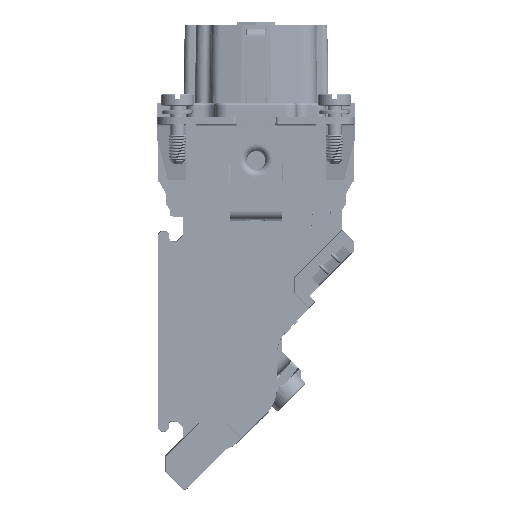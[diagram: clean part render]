
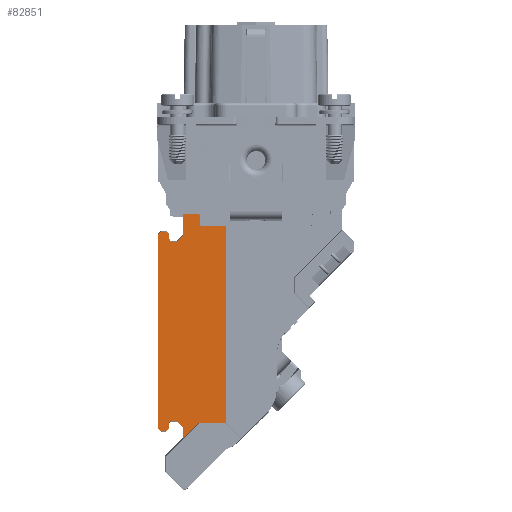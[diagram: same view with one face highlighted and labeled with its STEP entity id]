
A CAD part, front view. The second image highlights one B-rep face of the part: STEP entity #82851.
In plain terms, the highlighted planar face has unit normal (0, -1, 0).
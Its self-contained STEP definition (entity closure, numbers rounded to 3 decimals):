
#37575=PLANE('',#225116);
#45467=LINE('',#296888,#63593);
#45471=LINE('',#296896,#63597);
#45474=LINE('',#296906,#63600);
#45476=LINE('',#296910,#63602);
#45479=LINE('',#296918,#63605);
#45481=LINE('',#296922,#63607);
#45483=LINE('',#296926,#63609);
#45485=LINE('',#296930,#63611);
#45487=LINE('',#296934,#63613);
#45489=LINE('',#296938,#63615);
#45491=LINE('',#296942,#63617);
#45493=LINE('',#296946,#63619);
#45495=LINE('',#296950,#63621);
#45498=LINE('',#296958,#63624);
#45500=LINE('',#296962,#63626);
#45502=LINE('',#296966,#63628);
#45511=LINE('',#296986,#63637);
#45514=LINE('',#296993,#63640);
#45521=LINE('',#297006,#63647);
#45594=LINE('',#297198,#63720);
#45602=LINE('',#297232,#63728);
#63593=VECTOR('',#243106,1.);
#63597=VECTOR('',#243112,1.);
#63600=VECTOR('',#243117,1.);
#63602=VECTOR('',#243121,1.);
#63605=VECTOR('',#243130,1.);
#63607=VECTOR('',#243134,1.);
#63609=VECTOR('',#243138,1.);
#63611=VECTOR('',#243142,1.);
#63613=VECTOR('',#243146,1.);
#63615=VECTOR('',#243150,1.);
#63617=VECTOR('',#243154,1.);
#63619=VECTOR('',#243158,1.);
#63621=VECTOR('',#243162,1.);
#63624=VECTOR('',#243171,1.);
#63626=VECTOR('',#243175,1.);
#63628=VECTOR('',#243179,1.);
#63637=VECTOR('',#243198,1.);
#63640=VECTOR('',#243203,1.);
#63647=VECTOR('',#243214,1.);
#63720=VECTOR('',#243415,1.);
#63728=VECTOR('',#243431,1.);
#82851=ADVANCED_FACE('',(#93056),#37575,.T.);
#93056=FACE_OUTER_BOUND('',#102365,.T.);
#102365=EDGE_LOOP('',(#122034,#122035,#122036,#122037,#122038,#122039,#122040,
#122041,#122042,#122043,#122044,#122045,#122046,#122047,#122048,#122049,
#122050,#122051,#122052,#122053,#122054,#122055,#122056,#122057,#122058));
#111555=CIRCLE('',#225025,0.601);
#111556=CIRCLE('',#225036,0.601);
#122034=ORIENTED_EDGE('',*,*,#194210,.F.);
#122035=ORIENTED_EDGE('',*,*,#194214,.T.);
#122036=ORIENTED_EDGE('',*,*,#194218,.F.);
#122037=ORIENTED_EDGE('',*,*,#194220,.F.);
#122038=ORIENTED_EDGE('',*,*,#194222,.F.);
#122039=ORIENTED_EDGE('',*,*,#194224,.F.);
#122040=ORIENTED_EDGE('',*,*,#194226,.F.);
#122041=ORIENTED_EDGE('',*,*,#194228,.F.);
#122042=ORIENTED_EDGE('',*,*,#194230,.F.);
#122043=ORIENTED_EDGE('',*,*,#194232,.F.);
#122044=ORIENTED_EDGE('',*,*,#194234,.F.);
#122045=ORIENTED_EDGE('',*,*,#194236,.F.);
#122046=ORIENTED_EDGE('',*,*,#194238,.F.);
#122047=ORIENTED_EDGE('',*,*,#194240,.F.);
#122048=ORIENTED_EDGE('',*,*,#194242,.F.);
#122049=ORIENTED_EDGE('',*,*,#194244,.F.);
#122050=ORIENTED_EDGE('',*,*,#194246,.F.);
#122051=ORIENTED_EDGE('',*,*,#194248,.F.);
#122052=ORIENTED_EDGE('',*,*,#194258,.T.);
#122053=ORIENTED_EDGE('',*,*,#194268,.F.);
#122054=ORIENTED_EDGE('',*,*,#194261,.F.);
#122055=ORIENTED_EDGE('',*,*,#194361,.F.);
#122056=ORIENTED_EDGE('',*,*,#194358,.T.);
#122057=ORIENTED_EDGE('',*,*,#194373,.F.);
#122058=ORIENTED_EDGE('',*,*,#194374,.T.);
#174868=VERTEX_POINT('',#296887);
#174869=VERTEX_POINT('',#296889);
#174871=VERTEX_POINT('',#296895);
#174873=VERTEX_POINT('',#296905);
#174874=VERTEX_POINT('',#296909);
#174875=VERTEX_POINT('',#296913);
#174876=VERTEX_POINT('',#296917);
#174877=VERTEX_POINT('',#296921);
#174878=VERTEX_POINT('',#296925);
#174879=VERTEX_POINT('',#296929);
#174880=VERTEX_POINT('',#296933);
#174881=VERTEX_POINT('',#296937);
#174882=VERTEX_POINT('',#296941);
#174883=VERTEX_POINT('',#296945);
#174884=VERTEX_POINT('',#296949);
#174885=VERTEX_POINT('',#296953);
#174886=VERTEX_POINT('',#296957);
#174887=VERTEX_POINT('',#296961);
#174888=VERTEX_POINT('',#296965);
#174894=VERTEX_POINT('',#296985);
#174897=VERTEX_POINT('',#296992);
#174898=VERTEX_POINT('',#296994);
#174945=VERTEX_POINT('',#297184);
#174947=VERTEX_POINT('',#297190);
#174955=VERTEX_POINT('',#297233);
#194210=EDGE_CURVE('',#174868,#174869,#45467,.T.);
#194214=EDGE_CURVE('',#174868,#174871,#45471,.T.);
#194218=EDGE_CURVE('',#174873,#174871,#45474,.T.);
#194220=EDGE_CURVE('',#174874,#174873,#45476,.T.);
#194222=EDGE_CURVE('',#174875,#174874,#111555,.T.);
#194224=EDGE_CURVE('',#174876,#174875,#45479,.T.);
#194226=EDGE_CURVE('',#174877,#174876,#45481,.T.);
#194228=EDGE_CURVE('',#174878,#174877,#45483,.T.);
#194230=EDGE_CURVE('',#174879,#174878,#45485,.T.);
#194232=EDGE_CURVE('',#174880,#174879,#45487,.T.);
#194234=EDGE_CURVE('',#174881,#174880,#45489,.T.);
#194236=EDGE_CURVE('',#174882,#174881,#45491,.T.);
#194238=EDGE_CURVE('',#174883,#174882,#45493,.T.);
#194240=EDGE_CURVE('',#174884,#174883,#45495,.T.);
#194242=EDGE_CURVE('',#174885,#174884,#111556,.T.);
#194244=EDGE_CURVE('',#174886,#174885,#45498,.T.);
#194246=EDGE_CURVE('',#174887,#174886,#45500,.T.);
#194248=EDGE_CURVE('',#174888,#174887,#45502,.T.);
#194258=EDGE_CURVE('',#174888,#174894,#45511,.T.);
#194261=EDGE_CURVE('',#174897,#174898,#45514,.T.);
#194268=EDGE_CURVE('',#174898,#174894,#45521,.T.);
#194358=EDGE_CURVE('',#174947,#174945,#219345,.T.);
#194361=EDGE_CURVE('',#174947,#174897,#45594,.T.);
#194373=EDGE_CURVE('',#174955,#174945,#45602,.T.);
#194374=EDGE_CURVE('',#174955,#174869,#219351,.T.);
#219345=B_SPLINE_CURVE_WITH_KNOTS('',3,(#297186,#297187,#297188,#297189),
 .UNSPECIFIED.,.F.,.F.,(4,4),(0.,1.),.UNSPECIFIED.);
#219351=B_SPLINE_CURVE_WITH_KNOTS('',3,(#297234,#297235,#297236,#297237),
 .UNSPECIFIED.,.F.,.F.,(4,4),(0.,1.),.UNSPECIFIED.);
#225025=AXIS2_PLACEMENT_3D('',#296914,#243125,#243126);
#225036=AXIS2_PLACEMENT_3D('',#296954,#243166,#243167);
#225116=AXIS2_PLACEMENT_3D('',#297238,#243432,#243433);
#243106=DIRECTION('',(1.,0.,0.));
#243112=DIRECTION('',(0.,0.,-1.));
#243117=DIRECTION('',(0.707,0.,0.707));
#243121=DIRECTION('',(1.,0.,0.));
#243125=DIRECTION('',(0.,-1.,0.));
#243126=DIRECTION('',(-1.,0.,0.));
#243130=DIRECTION('',(0.,0.,-1.));
#243134=DIRECTION('',(0.707,0.,-0.707));
#243138=DIRECTION('',(1.,0.,0.));
#243142=DIRECTION('',(0.707,0.,0.707));
#243146=DIRECTION('',(0.,0.,1.));
#243150=DIRECTION('',(-0.707,0.,0.707));
#243154=DIRECTION('',(-1.,0.,0.));
#243158=DIRECTION('',(-0.707,0.,-0.707));
#243162=DIRECTION('',(0.,0.,-1.));
#243166=DIRECTION('',(0.,-1.,0.));
#243167=DIRECTION('',(0.,0.,1.));
#243171=DIRECTION('',(-1.,0.,0.));
#243175=DIRECTION('',(-0.707,0.,0.707));
#243179=DIRECTION('',(0.,0.,1.));
#243198=DIRECTION('',(0.707,0.,0.707));
#243203=DIRECTION('',(0.,0.,-1.));
#243214=DIRECTION('',(-1.,0.,0.));
#243415=DIRECTION('',(1.,0.,0.));
#243431=DIRECTION('',(0.,0.,-1.));
#243432=DIRECTION('',(0.,-1.,0.));
#243433=DIRECTION('',(-1.,0.,0.));
#296887=CARTESIAN_POINT('',(-12.525,-8.87,-19.132));
#296888=CARTESIAN_POINT('',(-12.525,-8.87,-19.132));
#296889=CARTESIAN_POINT('',(-9.992,-8.87,-19.132));
#296895=CARTESIAN_POINT('',(-12.525,-8.87,-22.787));
#296896=CARTESIAN_POINT('',(-12.525,-8.87,-19.132));
#296905=CARTESIAN_POINT('',(-13.586,-8.87,-23.848));
#296906=CARTESIAN_POINT('',(-13.586,-8.87,-23.848));
#296909=CARTESIAN_POINT('',(-14.429,-8.87,-23.848));
#296910=CARTESIAN_POINT('',(-14.429,-8.87,-23.848));
#296913=CARTESIAN_POINT('',(-15.03,-8.87,-23.246));
#296914=CARTESIAN_POINT('',(-14.429,-8.87,-23.246));
#296917=CARTESIAN_POINT('',(-15.03,-8.87,-22.587));
#296918=CARTESIAN_POINT('',(-15.03,-8.87,-22.587));
#296921=CARTESIAN_POINT('',(-15.472,-8.87,-22.144));
#296922=CARTESIAN_POINT('',(-15.472,-8.87,-22.144));
#296925=CARTESIAN_POINT('',(-16.341,-8.87,-22.144));
#296926=CARTESIAN_POINT('',(-16.341,-8.87,-22.144));
#296929=CARTESIAN_POINT('',(-16.783,-8.87,-22.587));
#296930=CARTESIAN_POINT('',(-16.783,-8.87,-22.587));
#296933=CARTESIAN_POINT('',(-16.783,-8.87,-55.97));
#296934=CARTESIAN_POINT('',(-16.783,-8.87,-55.97));
#296937=CARTESIAN_POINT('',(-16.341,-8.87,-56.412));
#296938=CARTESIAN_POINT('',(-16.341,-8.87,-56.412));
#296941=CARTESIAN_POINT('',(-15.472,-8.87,-56.412));
#296942=CARTESIAN_POINT('',(-15.472,-8.87,-56.412));
#296945=CARTESIAN_POINT('',(-15.03,-8.87,-55.97));
#296946=CARTESIAN_POINT('',(-15.03,-8.87,-55.97));
#296949=CARTESIAN_POINT('',(-15.03,-8.87,-55.31));
#296950=CARTESIAN_POINT('',(-15.03,-8.87,-55.31));
#296953=CARTESIAN_POINT('',(-14.429,-8.87,-54.709));
#296954=CARTESIAN_POINT('',(-14.429,-8.87,-55.31));
#296957=CARTESIAN_POINT('',(-13.586,-8.87,-54.709));
#296958=CARTESIAN_POINT('',(-13.586,-8.87,-54.709));
#296961=CARTESIAN_POINT('',(-12.525,-8.87,-55.77));
#296962=CARTESIAN_POINT('',(-12.525,-8.87,-55.77));
#296965=CARTESIAN_POINT('',(-12.525,-8.87,-57.716));
#296966=CARTESIAN_POINT('',(-12.525,-8.87,-57.716));
#296985=CARTESIAN_POINT('',(-9.822,-8.87,-55.014));
#296986=CARTESIAN_POINT('',(-12.525,-8.87,-57.716));
#296992=CARTESIAN_POINT('',(-5.173,-8.87,-21.232));
#296993=CARTESIAN_POINT('',(-5.173,-8.87,-21.232));
#296994=CARTESIAN_POINT('',(-5.173,-8.87,-55.014));
#297006=CARTESIAN_POINT('',(-5.173,-8.87,-55.014));
#297184=CARTESIAN_POINT('',(-9.693,-8.87,-20.932));
#297186=CARTESIAN_POINT('',(-9.393,-8.87,-21.232));
#297187=CARTESIAN_POINT('',(-9.558,-8.87,-21.232));
#297188=CARTESIAN_POINT('',(-9.693,-8.87,-21.098));
#297189=CARTESIAN_POINT('',(-9.693,-8.87,-20.932));
#297190=CARTESIAN_POINT('',(-9.393,-8.87,-21.232));
#297198=CARTESIAN_POINT('',(-9.393,-8.87,-21.232));
#297232=CARTESIAN_POINT('',(-9.693,-8.87,-19.431));
#297233=CARTESIAN_POINT('',(-9.693,-8.87,-19.431));
#297234=CARTESIAN_POINT('',(-9.693,-8.87,-19.431));
#297235=CARTESIAN_POINT('',(-9.693,-8.87,-19.266));
#297236=CARTESIAN_POINT('',(-9.826,-8.87,-19.132));
#297237=CARTESIAN_POINT('',(-9.992,-8.87,-19.132));
#297238=CARTESIAN_POINT('',(0.,-8.87,0.));
